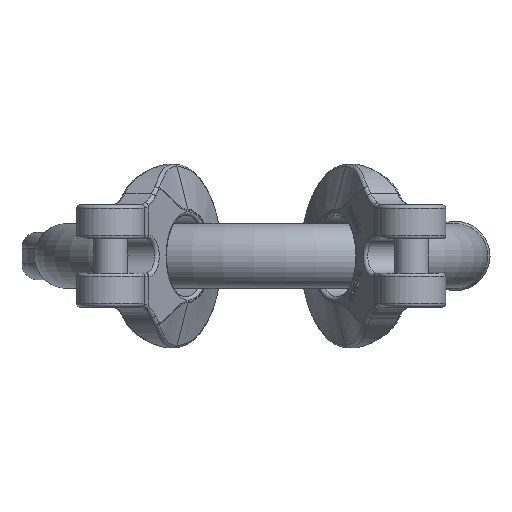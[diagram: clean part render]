
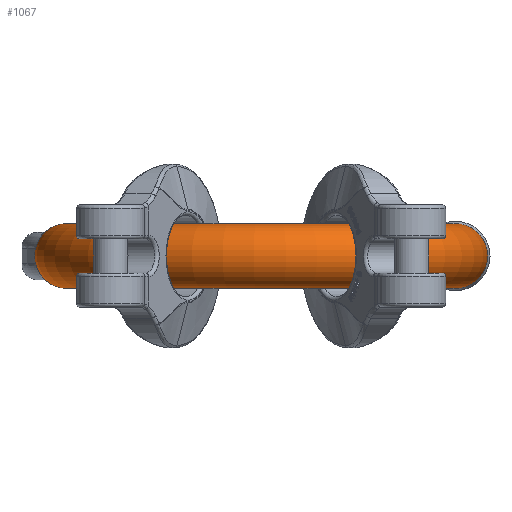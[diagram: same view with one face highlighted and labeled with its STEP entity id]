
A CAD part, front view. The second image highlights one B-rep face of the part: STEP entity #1067.
In plain terms, the highlighted toroidal (fillet/blend) face has major radius 57 mm and minor radius 9.5 mm.
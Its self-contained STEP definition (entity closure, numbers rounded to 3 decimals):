
#1009=TOROIDAL_SURFACE('',#9526,57.,9.5);
#1067=ADVANCED_FACE('',(#1835,#1836),#1009,.T.);
#1640=CIRCLE('',#9518,9.5);
#1641=CIRCLE('',#9520,9.5);
#1835=FACE_BOUND('',#1919,.T.);
#1836=FACE_BOUND('',#1920,.T.);
#1919=EDGE_LOOP('',(#3753));
#1920=EDGE_LOOP('',(#3754));
#3753=ORIENTED_EDGE('',*,*,#7348,.T.);
#3754=ORIENTED_EDGE('',*,*,#7349,.F.);
#6460=VERTEX_POINT('',#11892);
#6461=VERTEX_POINT('',#11895);
#7348=EDGE_CURVE('',#6460,#6460,#1640,.T.);
#7349=EDGE_CURVE('',#6461,#6461,#1641,.T.);
#9518=AXIS2_PLACEMENT_3D('',#11891,#10021,#10022);
#9520=AXIS2_PLACEMENT_3D('',#11894,#10025,#10026);
#9526=AXIS2_PLACEMENT_3D('',#11904,#10037,#10038);
#10021=DIRECTION('',(0.,-1.,0.));
#10022=DIRECTION('',(0.,0.,1.));
#10025=DIRECTION('',(0.,1.,0.));
#10026=DIRECTION('',(0.,0.,1.));
#10037=DIRECTION('',(0.,0.,1.));
#10038=DIRECTION('',(1.,0.,0.));
#11891=CARTESIAN_POINT('',(-57.,-17.5,0.));
#11892=CARTESIAN_POINT('',(-57.,-17.5,9.5));
#11894=CARTESIAN_POINT('',(57.,-17.5,0.));
#11895=CARTESIAN_POINT('',(57.,-17.5,9.5));
#11904=CARTESIAN_POINT('',(0.,-17.5,0.));
